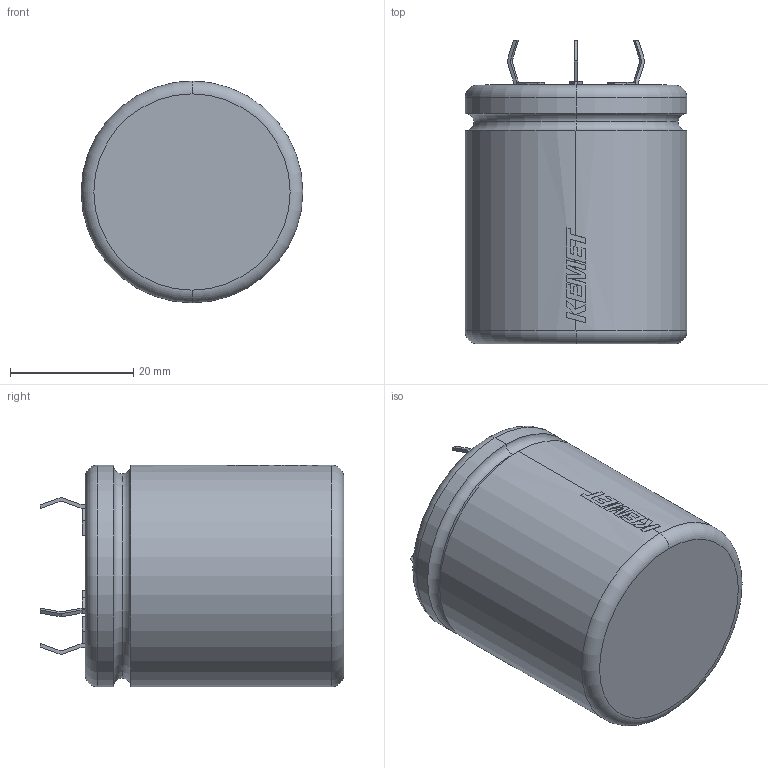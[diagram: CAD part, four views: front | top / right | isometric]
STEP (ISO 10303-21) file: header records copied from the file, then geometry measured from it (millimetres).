
FILE_DESCRIPTION (( 'STEP AP214' ), '1' );
FILE_NAME ('CARS_K4P_35X40_D36L42S22.5LL7.3F2.1.STEP', '2020-07-21T19:22:51', ( '' ), ( '' ), 'SwSTEP 2.0', 'SolidWorks 2014', '' );
FILE_SCHEMA (( 'AUTOMOTIVE_DESIGN' ));
Length unit declared in the file: millimetre
Products named in the file (1): CARS_K4P_35X40_D36L42S22.5LL7.3F2.1
Bounding box: 36 x 49.29 x 36 mm (x, y, z)
Volume: 42235.8 mm3; surface area: 6830.4 mm2
Topology: 1 solids, 1 shells, 134 faces, 364 edges, 236 vertices
Faces by surface type: plane 80, bspline 31, cylinder 15, torus 8
Entity records: 4601 total; most frequent: CARTESIAN_POINT 1283, ORIENTED_EDGE 728, DIRECTION 465, EDGE_CURVE 364, VERTEX_POINT 236, VECTOR 209, LINE 209, EDGE_LOOP 138
